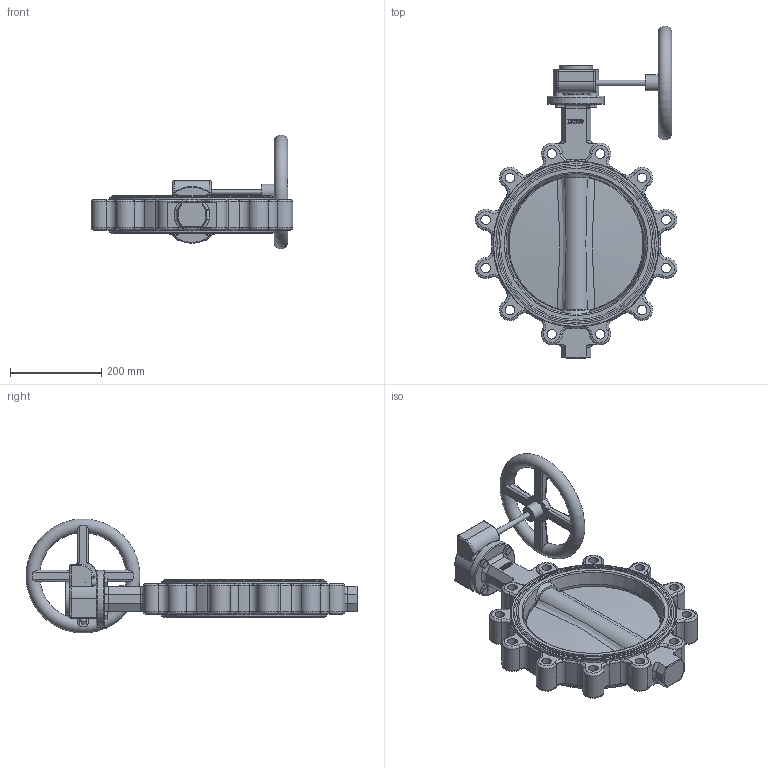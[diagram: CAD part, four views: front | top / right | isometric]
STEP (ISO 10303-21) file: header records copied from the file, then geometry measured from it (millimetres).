
FILE_DESCRIPTION(/* description */ ('Unknown'),/* implementation_level */ '2;1');
FILE_NAME(/* name */ '5200_5210_5220-17',/* time_stamp */ '2023-05-03T11:23:20+02:00',/* author */ ('Unknown'),/* organization */ ('Unknown'),/* preprocessor_version */ 'ST-DEVELOPER v18.102',/* originating_system */ 'Solid Edge',/* authorisation */ 'Unknown');
FILE_SCHEMA (('AUTOMOTIVE_DESIGN {1 0 10303 214 3 1 1}'));
Length unit declared in the file: millimetre
Products named in the file (15): LUG_DN300; DIN 933 M10x30 A2-70 BLK_EDST; DN300; retaining ring; DN300概极; seat; disc; shaft1; shaft2; bushing1; bushing2; ring; split washer; washer; Schneckenradgetriebe DN300
Assembly tree (19 placements, depth 3):
  LUG_DN300
    DIN 933 M10x30 A2-70 BLK_EDST  x4
    DN300
      retaining ring
      DN300概极
      seat
      disc
      shaft1
      shaft2
      bushing1  x2
      bushing2  x2
      ring
      split washer
      washer
    Schneckenradgetriebe DN300
Bounding box: 442.03 x 727.89 x 249.85 mm (x, y, z)
Volume: 7609230.1 mm3; surface area: 1176967.3 mm2
Topology: 18 solids, 18 shells, 935 faces, 2282 edges, 1425 vertices
Faces by surface type: plane 342, cylinder 238, bspline 164, torus 155, cone 30, sphere 6
Full cylindrical faces by diameter (mm): 3 x2, 6.647 x4, 6.8 x1, 8.376 x4, 10 x4, 12 x5, 13 x2, 17 x4, 21 x12, 22 x1, 27.5 x1, 31.6 x5, 31.8 x1, 31.9 x4, 32 x1, 35 x1, 38.1 x4, 38.15 x4, 44.5 x1, 45 x2, 48 x1, 59 x1, 71 x1, 73 x1, 125 x1, 312.8 x4, 337 x4, 351.5 x2, 352 x2, 364 x2
Entity records: 32397 total; most frequent: CARTESIAN_POINT 11673, ORIENTED_EDGE 3982, DIRECTION 3860, EDGE_CURVE 1991, AXIS2_PLACEMENT_3D 1592, VERTEX_POINT 1309, FACE_BOUND 1086, EDGE_LOOP 1083
